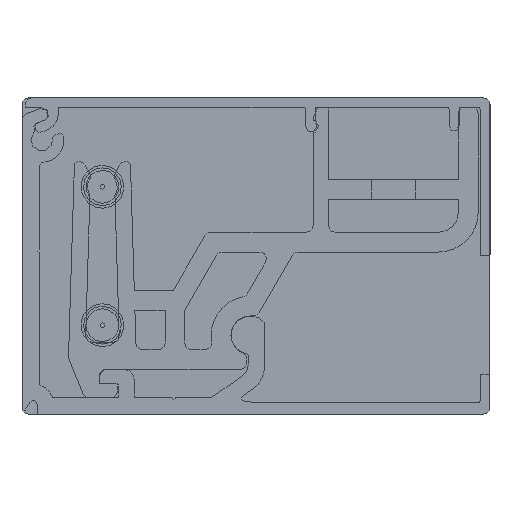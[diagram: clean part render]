
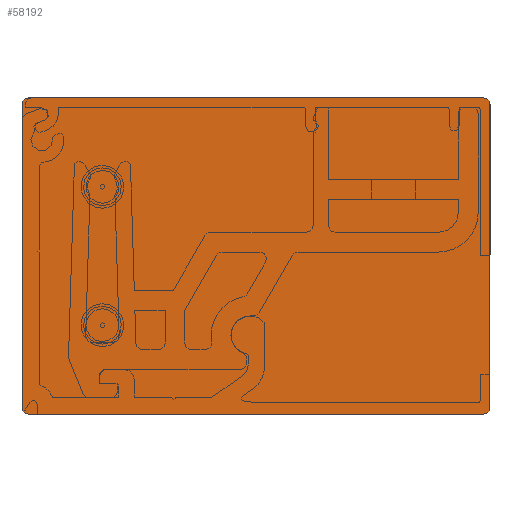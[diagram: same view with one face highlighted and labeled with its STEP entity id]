
A CAD part, front view. The second image highlights one B-rep face of the part: STEP entity #58192.
In plain terms, the highlighted face is planar.
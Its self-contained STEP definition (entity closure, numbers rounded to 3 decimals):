
#4154=PLANE('',#61907);
#5726=FACE_OUTER_BOUND('',#8781,.T.);
#8781=EDGE_LOOP('',(#40642,#40643,#40644,#40645,#40646,#40647,#40648,#40649));
#12235=LINE('',#82379,#16933);
#12238=LINE('',#82385,#16936);
#12239=LINE('',#82389,#16937);
#12240=LINE('',#82393,#16938);
#16933=VECTOR('',#67403,10.);
#16936=VECTOR('',#67408,10.);
#16937=VECTOR('',#67411,10.);
#16938=VECTOR('',#67414,10.);
#21617=CIRCLE('',#61904,1.);
#21619=CIRCLE('',#61908,1.);
#21620=CIRCLE('',#61909,1.);
#21621=CIRCLE('',#61910,1.);
#25576=VERTEX_POINT('',#82369);
#25577=VERTEX_POINT('',#82370);
#25580=VERTEX_POINT('',#82378);
#25582=VERTEX_POINT('',#82384);
#25583=VERTEX_POINT('',#82386);
#25584=VERTEX_POINT('',#82388);
#25585=VERTEX_POINT('',#82390);
#25586=VERTEX_POINT('',#82392);
#31583=EDGE_CURVE('',#25576,#25577,#21617,.T.);
#31587=EDGE_CURVE('',#25580,#25577,#12235,.T.);
#31590=EDGE_CURVE('',#25576,#25582,#12238,.T.);
#31591=EDGE_CURVE('',#25583,#25582,#21619,.T.);
#31592=EDGE_CURVE('',#25583,#25584,#12239,.T.);
#31593=EDGE_CURVE('',#25585,#25584,#21620,.T.);
#31594=EDGE_CURVE('',#25585,#25586,#12240,.T.);
#31595=EDGE_CURVE('',#25580,#25586,#21621,.T.);
#40642=ORIENTED_EDGE('',*,*,#31583,.F.);
#40643=ORIENTED_EDGE('',*,*,#31590,.T.);
#40644=ORIENTED_EDGE('',*,*,#31591,.F.);
#40645=ORIENTED_EDGE('',*,*,#31592,.T.);
#40646=ORIENTED_EDGE('',*,*,#31593,.F.);
#40647=ORIENTED_EDGE('',*,*,#31594,.T.);
#40648=ORIENTED_EDGE('',*,*,#31595,.F.);
#40649=ORIENTED_EDGE('',*,*,#31587,.T.);
#58192=ADVANCED_FACE('',(#5726),#4154,.T.);
#61904=AXIS2_PLACEMENT_3D('',#82371,#67395,#67396);
#61907=AXIS2_PLACEMENT_3D('',#82383,#67406,#67407);
#61908=AXIS2_PLACEMENT_3D('',#82387,#67409,#67410);
#61909=AXIS2_PLACEMENT_3D('',#82391,#67412,#67413);
#61910=AXIS2_PLACEMENT_3D('',#82394,#67415,#67416);
#67395=DIRECTION('center_axis',(0.,-1.,0.));
#67396=DIRECTION('ref_axis',(-0.707,0.,-0.707));
#67403=DIRECTION('',(-1.,0.,0.));
#67406=DIRECTION('center_axis',(0.,1.,0.));
#67407=DIRECTION('ref_axis',(0.,0.,1.));
#67408=DIRECTION('',(0.,0.,1.));
#67409=DIRECTION('center_axis',(0.,-1.,0.));
#67410=DIRECTION('ref_axis',(-0.707,0.,0.707));
#67411=DIRECTION('',(1.,0.,0.));
#67412=DIRECTION('center_axis',(0.,-1.,0.));
#67413=DIRECTION('ref_axis',(0.707,0.,0.707));
#67414=DIRECTION('',(0.,0.,-1.));
#67415=DIRECTION('center_axis',(0.,-1.,0.));
#67416=DIRECTION('ref_axis',(0.707,0.,-0.707));
#82369=CARTESIAN_POINT('',(-24.,2.,-34.5));
#82370=CARTESIAN_POINT('',(-23.,2.,-35.5));
#82371=CARTESIAN_POINT('Origin',(-23.,2.,-34.5));
#82378=CARTESIAN_POINT('',(23.,2.,-35.5));
#82379=CARTESIAN_POINT('',(24.,2.,-35.5));
#82383=CARTESIAN_POINT('Origin',(0.,2.,0.));
#82384=CARTESIAN_POINT('',(-24.,2.,34.5));
#82385=CARTESIAN_POINT('',(-24.,2.,-35.5));
#82386=CARTESIAN_POINT('',(-23.,2.,35.5));
#82387=CARTESIAN_POINT('Origin',(-23.,2.,34.5));
#82388=CARTESIAN_POINT('',(23.,2.,35.5));
#82389=CARTESIAN_POINT('',(-24.,2.,35.5));
#82390=CARTESIAN_POINT('',(24.,2.,34.5));
#82391=CARTESIAN_POINT('Origin',(23.,2.,34.5));
#82392=CARTESIAN_POINT('',(24.,2.,-34.5));
#82393=CARTESIAN_POINT('',(24.,2.,35.5));
#82394=CARTESIAN_POINT('Origin',(23.,2.,-34.5));
